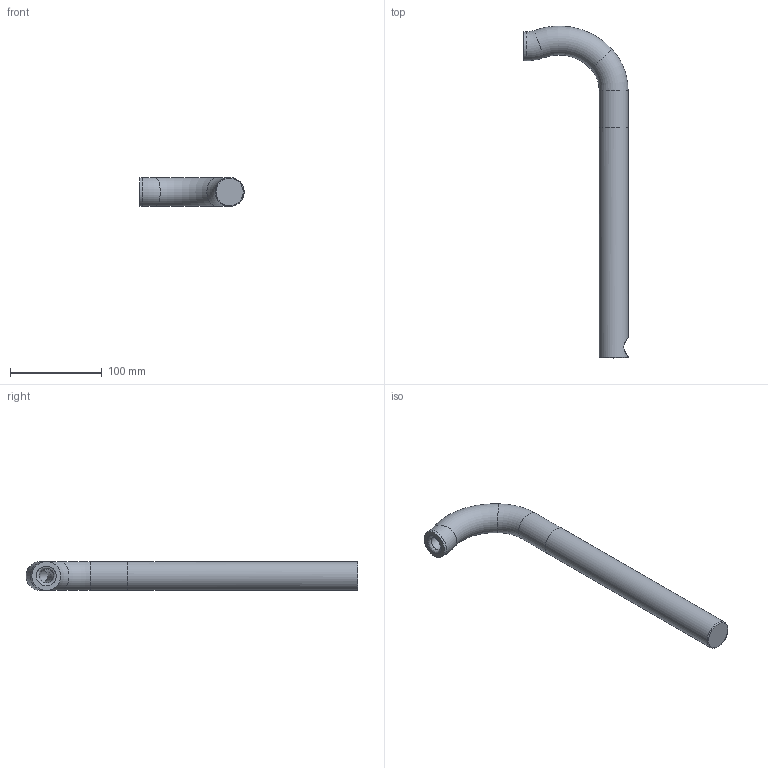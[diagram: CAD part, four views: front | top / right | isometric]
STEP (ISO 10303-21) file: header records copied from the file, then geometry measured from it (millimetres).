
FILE_DESCRIPTION(/* description */ (''),/* implementation_level */ '2;1');
FILE_NAME(/* name */ 'STEM.step',/* time_stamp */ '2025-12-04T18:54:27-08:00',/* author */ (''),/* organization */ (''),/* preprocessor_version */ 'ST-DEVELOPER v20.1',/* originating_system */ 'Autodesk Translation Framework v14.21.0.0',/* authorisation */ '');
FILE_SCHEMA (('AUTOMOTIVE_DESIGN { 1 0 10303 214 3 1 1 }'));
Length unit declared in the file: millimetre
Products named in the file (1): 2025-11-24-09-05-31-848
Bounding box: 113.26 x 360.85 x 31.5 mm (x, y, z)
Volume: 244524.2 mm3; surface area: 64256.1 mm2
Topology: 2 solids, 2 shells, 25 faces, 62 edges, 39 vertices
Faces by surface type: torus 8, bspline 6, cylinder 6, plane 4, cone 1
Full cylindrical faces by diameter (mm): 15.5 x2, 20 x1, 31.5 x3
Entity records: 1553 total; most frequent: CARTESIAN_POINT 945, ORIENTED_EDGE 122, DIRECTION 117, EDGE_CURVE 61, AXIS2_PLACEMENT_3D 55, VERTEX_POINT 39, CIRCLE 35, EDGE_LOOP 28
